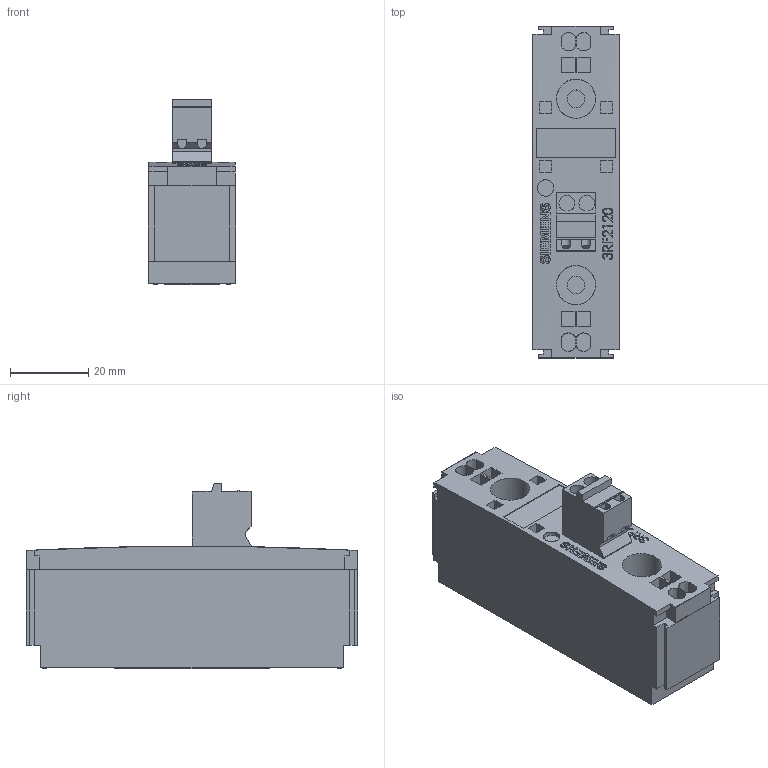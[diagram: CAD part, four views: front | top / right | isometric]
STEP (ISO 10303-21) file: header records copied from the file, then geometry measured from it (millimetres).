
FILE_DESCRIPTION (( 'STEP AP214' ), '1' );
FILE_NAME ('z_5353061_00_000_.STEP', '2006-04-10T06:26:50', ( 'Katarina Christall' ), ( 'TW' ), 'SwSTEP 2.0', 'SolidWorks 2006052', '' );
FILE_SCHEMA (( 'AUTOMOTIVE_DESIGN' ));
Length unit declared in the file: millimetre
Products named in the file (1): z_5353061_00_000_
Bounding box: 22.2 x 84.6 x 47.4 mm (x, y, z)
Volume: 55627.2 mm3; surface area: 13177.5 mm2
Topology: 1 solids, 1 shells, 383 faces, 1030 edges, 688 vertices
Faces by surface type: plane 246, bspline 88, cylinder 49
Entity records: 21962 total; most frequent: CARTESIAN_POINT 9179, ORIENTED_EDGE 2060, DIRECTION 1562, EDGE_CURVE 1030, VERTEX_POINT 688, VECTOR 622, LINE 622, AXIS2_PLACEMENT_3D 470
